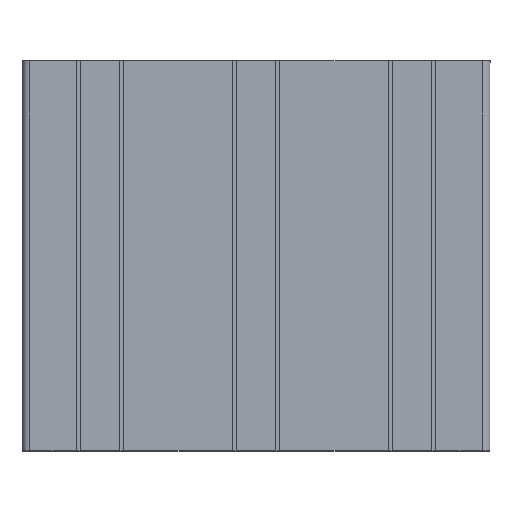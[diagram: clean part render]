
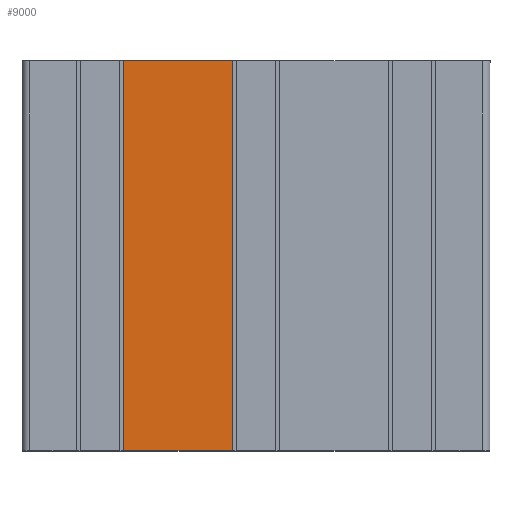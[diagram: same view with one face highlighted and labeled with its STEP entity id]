
A CAD part, top view. The second image highlights one B-rep face of the part: STEP entity #9000.
In plain terms, the highlighted planar face has unit normal (0, 0, 1).
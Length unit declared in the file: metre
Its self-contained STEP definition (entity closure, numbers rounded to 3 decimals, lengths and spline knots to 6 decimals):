
#676=FACE_OUTER_BOUND('',#1122,.T.);
#1122=EDGE_LOOP('',(#6891,#6892,#6893,#6894));
#2036=LINE('',#14083,#3136);
#2037=LINE('',#14086,#3137);
#2038=LINE('',#14088,#3138);
#2039=LINE('',#14089,#3139);
#3136=VECTOR('',#11469,0.1);
#3137=VECTOR('',#11472,0.0278);
#3138=VECTOR('',#11473,0.0278);
#3139=VECTOR('',#11474,0.1);
#4081=VERTEX_POINT('',#14079);
#4082=VERTEX_POINT('',#14081);
#4083=VERTEX_POINT('',#14085);
#4084=VERTEX_POINT('',#14087);
#5264=EDGE_CURVE('',#4082,#4081,#2036,.T.);
#5265=EDGE_CURVE('',#4083,#4081,#2037,.T.);
#5266=EDGE_CURVE('',#4084,#4082,#2038,.T.);
#5267=EDGE_CURVE('',#4084,#4083,#2039,.T.);
#6891=ORIENTED_EDGE('',*,*,#5265,.T.);
#6892=ORIENTED_EDGE('',*,*,#5264,.F.);
#6893=ORIENTED_EDGE('',*,*,#5266,.F.);
#6894=ORIENTED_EDGE('',*,*,#5267,.T.);
#8600=PLANE('',#9609);
#9000=ADVANCED_FACE('',(#676),#8600,.F.);
#9609=AXIS2_PLACEMENT_3D('',#14084,#11470,#11471);
#11469=DIRECTION('',(0.,-1.,0.));
#11470=DIRECTION('center_axis',(0.,0.,
-1.));
#11471=DIRECTION('ref_axis',(-1.,0.,0.));
#11472=DIRECTION('',(1.,0.,0.));
#11473=DIRECTION('',(1.,0.,0.));
#11474=DIRECTION('',(0.,-1.,0.));
#14079=CARTESIAN_POINT('',(0.055428,-0.076199,0.102));
#14081=CARTESIAN_POINT('',(0.055428,0.023801,0.102));
#14083=CARTESIAN_POINT('',(0.055428,0.023801,0.102));
#14084=CARTESIAN_POINT('Origin',(0.055428,0.923801,0.102));
#14085=CARTESIAN_POINT('',(0.027628,-0.076199,0.102));
#14086=CARTESIAN_POINT('',(0.027628,-0.076199,0.102));
#14087=CARTESIAN_POINT('',(0.027628,0.023801,0.102));
#14088=CARTESIAN_POINT('',(0.027628,0.023801,0.102));
#14089=CARTESIAN_POINT('',(0.027628,0.023801,0.102));
